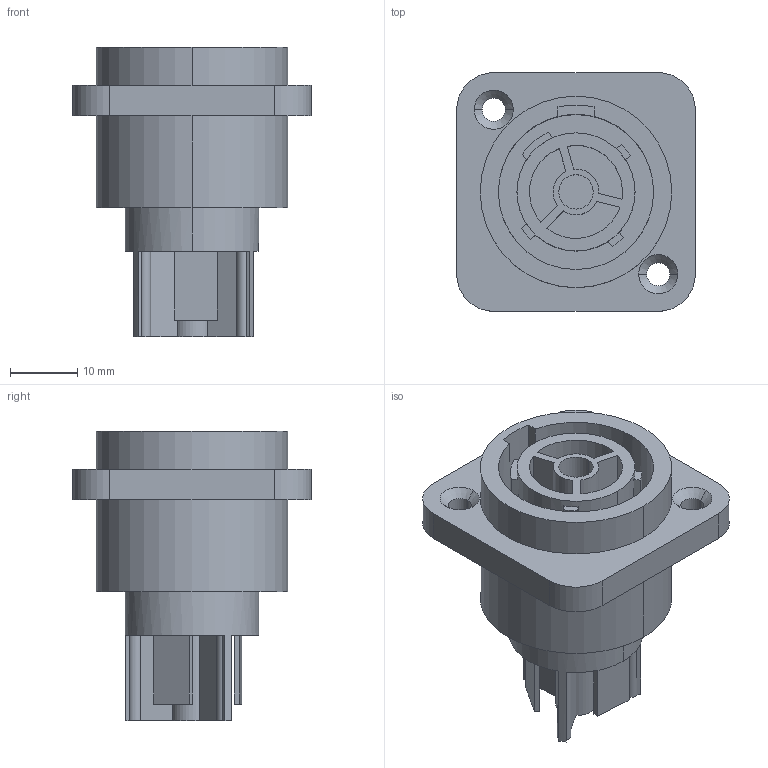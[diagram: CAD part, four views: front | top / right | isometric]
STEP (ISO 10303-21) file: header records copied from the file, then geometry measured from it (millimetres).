
FILE_DESCRIPTION((''),'2;1');
FILE_NAME('D-NAC3FPX','2011-12-13T',('noe'),(''),'PRO/ENGINEER BY PARAMETRIC TECHNOLOGY CORPORATION, 2011080','PRO/ENGINEER BY PARAMETRIC TECHNOLOGY CORPORATION, 2011080','');
FILE_SCHEMA(('AUTOMOTIVE_DESIGN_CC2 { 1 2 10303 214 -1 1 5 2 }'));
Length unit declared in the file: millimetre
Products named in the file (1): D-NAC3FPX
Bounding box: 35.4 x 35.4 x 43 mm (x, y, z)
Volume: 15853.9 mm3; surface area: 9948.3 mm2
Topology: 1 solids, 1 shells, 114 faces, 284 edges, 188 vertices
Faces by surface type: plane 70, cylinder 40, cone 4
Entity records: 3647 total; most frequent: DIRECTION 612, CARTESIAN_POINT 586, ORIENTED_EDGE 568, EDGE_CURVE 284, AXIS2_PLACEMENT_3D 214, COLOUR_RGB 209, VERTEX_POINT 188, VECTOR 184
